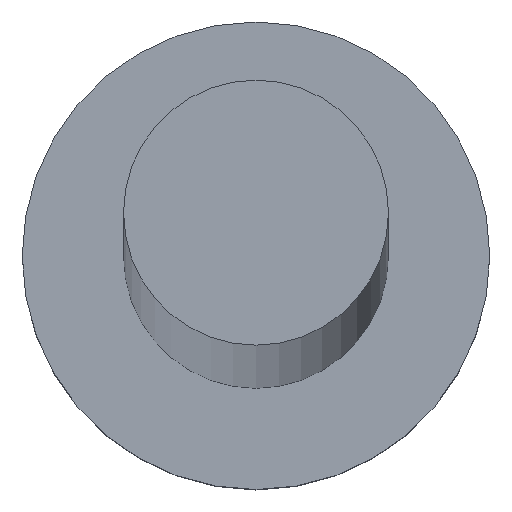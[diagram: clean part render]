
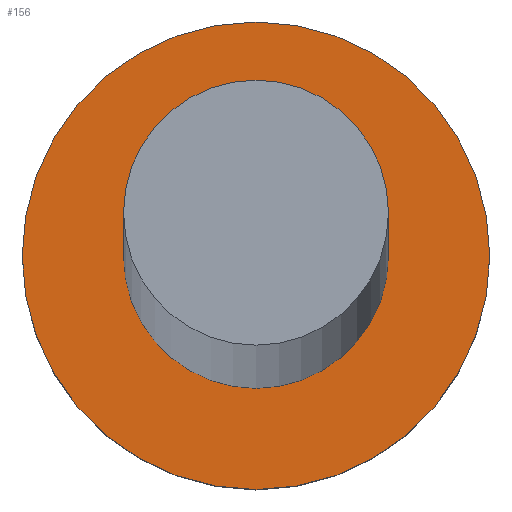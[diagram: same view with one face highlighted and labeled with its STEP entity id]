
A CAD part, top view. The second image highlights one B-rep face of the part: STEP entity #156.
In plain terms, the highlighted planar face has unit normal (0, 0, 1).
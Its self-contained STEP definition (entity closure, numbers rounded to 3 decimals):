
#11 = DIRECTION ( 'NONE',  ( 1., 0., 0. ) ) ;
#13 = EDGE_CURVE ( 'NONE', #137, #52, #87, .T. ) ;
#17 = ORIENTED_EDGE ( 'NONE', *, *, #53, .F. ) ;
#30 = CIRCLE ( 'NONE', #135, 1.5 ) ;
#34 = EDGE_LOOP ( 'NONE', ( #159, #134 ) ) ;
#39 = DIRECTION ( 'NONE',  ( 0., 0., 1. ) ) ;
#50 = AXIS2_PLACEMENT_3D ( 'NONE', #158, #212, #116 ) ;
#52 = VERTEX_POINT ( 'NONE', #217 ) ;
#53 = EDGE_CURVE ( 'NONE', #90, #255, #60, .T. ) ;
#58 = PLANE ( 'NONE',  #107 ) ;
#60 = CIRCLE ( 'NONE', #176, 0.85 ) ;
#66 = CARTESIAN_POINT ( 'NONE',  ( 0.85, 0., 1.5 ) ) ;
#74 = EDGE_LOOP ( 'NONE', ( #17, #214 ) ) ;
#87 = CIRCLE ( 'NONE', #50, 1.5 ) ;
#90 = VERTEX_POINT ( 'NONE', #218 ) ;
#107 = AXIS2_PLACEMENT_3D ( 'NONE', #203, #224, #126 ) ;
#112 = AXIS2_PLACEMENT_3D ( 'NONE', #150, #170, #11 ) ;
#116 = DIRECTION ( 'NONE',  ( 1., 0., 0. ) ) ;
#119 = DIRECTION ( 'NONE',  ( 1., 0., 0. ) ) ;
#126 = DIRECTION ( 'NONE',  ( 1., 0., 0. ) ) ;
#133 = EDGE_CURVE ( 'NONE', #52, #137, #30, .T. ) ;
#134 = ORIENTED_EDGE ( 'NONE', *, *, #13, .T. ) ;
#135 = AXIS2_PLACEMENT_3D ( 'NONE', #143, #39, #119 ) ;
#137 = VERTEX_POINT ( 'NONE', #198 ) ;
#143 = CARTESIAN_POINT ( 'NONE',  ( 0., 0., 1.5 ) ) ;
#150 = CARTESIAN_POINT ( 'NONE',  ( 0., 0., 1.5 ) ) ;
#156 = ADVANCED_FACE ( 'NONE', ( #219, #163 ), #58, .T. ) ;
#158 = CARTESIAN_POINT ( 'NONE',  ( 0., 0., 1.5 ) ) ;
#159 = ORIENTED_EDGE ( 'NONE', *, *, #133, .T. ) ;
#163 = FACE_OUTER_BOUND ( 'NONE', #34, .T. ) ;
#170 = DIRECTION ( 'NONE',  ( 0., 0., 1. ) ) ;
#176 = AXIS2_PLACEMENT_3D ( 'NONE', #180, #197, #181 ) ;
#180 = CARTESIAN_POINT ( 'NONE',  ( 0., 0., 1.5 ) ) ;
#181 = DIRECTION ( 'NONE',  ( 1., 0., 0. ) ) ;
#197 = DIRECTION ( 'NONE',  ( 0., 0., 1. ) ) ;
#198 = CARTESIAN_POINT ( 'NONE',  ( 1.5, 0., 1.5 ) ) ;
#203 = CARTESIAN_POINT ( 'NONE',  ( 0., 0., 1.5 ) ) ;
#212 = DIRECTION ( 'NONE',  ( 0., 0., 1. ) ) ;
#214 = ORIENTED_EDGE ( 'NONE', *, *, #252, .F. ) ;
#217 = CARTESIAN_POINT ( 'NONE',  ( -1.5, 0., 1.5 ) ) ;
#218 = CARTESIAN_POINT ( 'NONE',  ( -0.85, 0., 1.5 ) ) ;
#219 = FACE_BOUND ( 'NONE', #74, .T. ) ;
#224 = DIRECTION ( 'NONE',  ( 0., 0., 1. ) ) ;
#248 = CIRCLE ( 'NONE', #112, 0.85 ) ;
#252 = EDGE_CURVE ( 'NONE', #255, #90, #248, .T. ) ;
#255 = VERTEX_POINT ( 'NONE', #66 ) ;
